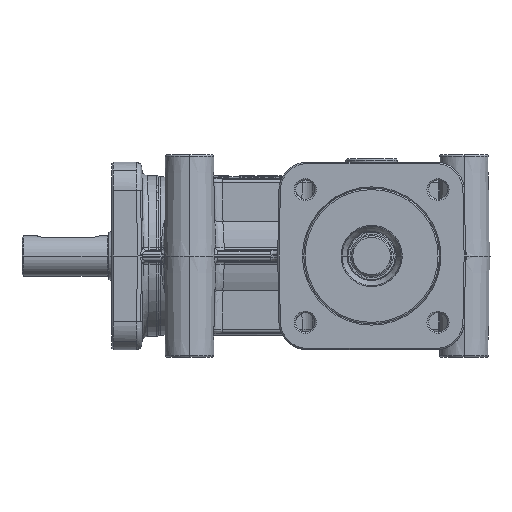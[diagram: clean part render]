
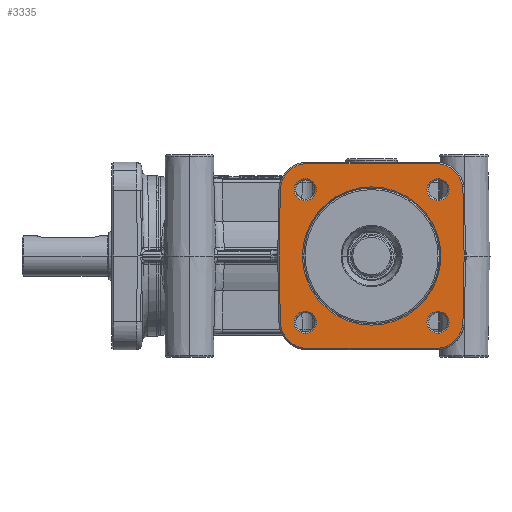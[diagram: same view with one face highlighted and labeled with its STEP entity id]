
A CAD part, left-side view. The second image highlights one B-rep face of the part: STEP entity #3335.
In plain terms, the highlighted planar face has unit normal (-1, 0, 0).
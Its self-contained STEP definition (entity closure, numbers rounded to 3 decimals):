
#3335=ADVANCED_FACE('',(#8355,#8356,#8357,#8358,#8359,#8360),#8361,.T.);
#8355=FACE_OUTER_BOUND('',#17663,.T.);
#8356=FACE_BOUND('',#17664,.T.);
#8357=FACE_BOUND('',#17665,.T.);
#8358=FACE_BOUND('',#17666,.T.);
#8359=FACE_BOUND('',#17667,.T.);
#8360=FACE_BOUND('',#17668,.T.);
#8361=PLANE('',#17669);
#17663=EDGE_LOOP('',(#66200,#66201,#66202,#66203,#66204,#66205,#66206,#66207,#66208,#66209,#66210,#66211,#66212,#66213));
#17664=EDGE_LOOP('',(#66214,#66215));
#17665=EDGE_LOOP('',(#66216,#66217));
#17666=EDGE_LOOP('',(#66218,#66219));
#17667=EDGE_LOOP('',(#66220,#66221));
#17668=EDGE_LOOP('',(#66222,#66223));
#17669=AXIS2_PLACEMENT_3D('',#66224,#66225,#66226);
#66200=ORIENTED_EDGE('',*,*,#82441,.F.);
#66201=ORIENTED_EDGE('',*,*,#82442,.F.);
#66202=ORIENTED_EDGE('',*,*,#82443,.F.);
#66203=ORIENTED_EDGE('',*,*,#81189,.F.);
#66204=ORIENTED_EDGE('',*,*,#82444,.F.);
#66205=ORIENTED_EDGE('',*,*,#82445,.F.);
#66206=ORIENTED_EDGE('',*,*,#81185,.F.);
#66207=ORIENTED_EDGE('',*,*,#82446,.F.);
#66208=ORIENTED_EDGE('',*,*,#82447,.F.);
#66209=ORIENTED_EDGE('',*,*,#82448,.F.);
#66210=ORIENTED_EDGE('',*,*,#81193,.F.);
#66211=ORIENTED_EDGE('',*,*,#82449,.F.);
#66212=ORIENTED_EDGE('',*,*,#82450,.F.);
#66213=ORIENTED_EDGE('',*,*,#81197,.F.);
#66214=ORIENTED_EDGE('',*,*,#82451,.F.);
#66215=ORIENTED_EDGE('',*,*,#81228,.F.);
#66216=ORIENTED_EDGE('',*,*,#82452,.F.);
#66217=ORIENTED_EDGE('',*,*,#81207,.F.);
#66218=ORIENTED_EDGE('',*,*,#82453,.F.);
#66219=ORIENTED_EDGE('',*,*,#81171,.F.);
#66220=ORIENTED_EDGE('',*,*,#82454,.F.);
#66221=ORIENTED_EDGE('',*,*,#81219,.F.);
#66222=ORIENTED_EDGE('',*,*,#82437,.F.);
#66223=ORIENTED_EDGE('',*,*,#82247,.F.);
#66224=CARTESIAN_POINT('',(-55.0,13.925,0.0));
#66225=DIRECTION('',(-1.0,0.0,0.0));
#66226=DIRECTION('',(0.0,0.0,1.0));
#81171=EDGE_CURVE('',#89932,#89934,#89935,.T.);
#81185=EDGE_CURVE('',#89956,#89958,#89959,.T.);
#81189=EDGE_CURVE('',#89962,#89964,#89965,.T.);
#81193=EDGE_CURVE('',#89968,#89970,#89971,.T.);
#81197=EDGE_CURVE('',#89974,#89976,#89977,.T.);
#81207=EDGE_CURVE('',#89990,#89992,#89993,.T.);
#81219=EDGE_CURVE('',#90011,#90013,#90014,.T.);
#81228=EDGE_CURVE('',#90026,#90028,#90029,.T.);
#82247=EDGE_CURVE('',#91743,#91745,#91746,.T.);
#82437=EDGE_CURVE('',#91745,#91743,#92028,.T.);
#82441=EDGE_CURVE('',#92032,#89974,#92033,.T.);
#82442=EDGE_CURVE('',#92034,#92032,#92035,.T.);
#82443=EDGE_CURVE('',#89964,#92034,#92036,.T.);
#82444=EDGE_CURVE('',#92037,#89962,#92038,.T.);
#82445=EDGE_CURVE('',#89958,#92037,#92039,.T.);
#82446=EDGE_CURVE('',#92040,#89956,#92041,.T.);
#82447=EDGE_CURVE('',#92042,#92040,#92043,.T.);
#82448=EDGE_CURVE('',#89970,#92042,#92044,.T.);
#82449=EDGE_CURVE('',#92045,#89968,#92046,.T.);
#82450=EDGE_CURVE('',#89976,#92045,#92047,.T.);
#82451=EDGE_CURVE('',#90028,#90026,#92048,.T.);
#82452=EDGE_CURVE('',#89992,#89990,#92049,.T.);
#82453=EDGE_CURVE('',#89934,#89932,#92050,.T.);
#82454=EDGE_CURVE('',#90013,#90011,#92051,.T.);
#89932=VERTEX_POINT('',#103314);
#89934=VERTEX_POINT('',#103317);
#89935=CIRCLE('',#103318,3.824);
#89956=VERTEX_POINT('',#103344);
#89958=VERTEX_POINT('',#103347);
#89959=CIRCLE('',#103348,9.5);
#89962=VERTEX_POINT('',#103352);
#89964=VERTEX_POINT('',#103355);
#89965=CIRCLE('',#103356,9.5);
#89968=VERTEX_POINT('',#103360);
#89970=VERTEX_POINT('',#103363);
#89971=CIRCLE('',#103364,9.5);
#89974=VERTEX_POINT('',#103368);
#89976=VERTEX_POINT('',#103371);
#89977=CIRCLE('',#103372,9.5);
#89990=VERTEX_POINT('',#103399);
#89992=VERTEX_POINT('',#103402);
#89993=CIRCLE('',#103403,3.824);
#90011=VERTEX_POINT('',#103461);
#90013=VERTEX_POINT('',#103464);
#90014=CIRCLE('',#103465,3.824);
#90026=VERTEX_POINT('',#103480);
#90028=VERTEX_POINT('',#103483);
#90029=CIRCLE('',#103484,3.824);
#91743=VERTEX_POINT('',#106016);
#91745=VERTEX_POINT('',#106019);
#91746=CIRCLE('',#106020,23.937);
#92028=CIRCLE('',#107395,23.937);
#92032=VERTEX_POINT('',#107399);
#92033=CIRCLE('',#107400,9.5);
#92034=VERTEX_POINT('',#107401);
#92035=LINE('',#107402,#107403);
#92036=LINE('',#107404,#107405);
#92037=VERTEX_POINT('',#107406);
#92038=CIRCLE('',#107407,9.5);
#92039=LINE('',#107408,#107409);
#92040=VERTEX_POINT('',#107410);
#92041=CIRCLE('',#107411,9.5);
#92042=VERTEX_POINT('',#107412);
#92043=LINE('',#107413,#107414);
#92044=LINE('',#107415,#107416);
#92045=VERTEX_POINT('',#107417);
#92046=CIRCLE('',#107418,9.5);
#92047=LINE('',#107419,#107420);
#92048=CIRCLE('',#107421,3.824);
#92049=CIRCLE('',#107422,3.824);
#92050=CIRCLE('',#107423,3.824);
#92051=CIRCLE('',#107424,3.824);
#103314=CARTESIAN_POINT('',(-55.0,-26.804,-22.981));
#103317=CARTESIAN_POINT('',(-55.0,-19.157,-22.981));
#103318=AXIS2_PLACEMENT_3D('',#127979,#127980,#127981);
#103344=CARTESIAN_POINT('',(-55.0,28.764,29.276));
#103347=CARTESIAN_POINT('',(-55.0,22.106,32.0));
#103348=AXIS2_PLACEMENT_3D('',#128000,#128001,#128002);
#103352=CARTESIAN_POINT('',(-55.0,-28.764,29.276));
#103355=CARTESIAN_POINT('',(-55.0,-31.604,22.666));
#103356=AXIS2_PLACEMENT_3D('',#128005,#128006,#128007);
#103360=CARTESIAN_POINT('',(-55.0,28.764,-29.276));
#103363=CARTESIAN_POINT('',(-55.0,31.604,-22.666));
#103364=AXIS2_PLACEMENT_3D('',#128010,#128011,#128012);
#103368=CARTESIAN_POINT('',(-55.0,-28.764,-29.276));
#103371=CARTESIAN_POINT('',(-55.0,-22.106,-32.0));
#103372=AXIS2_PLACEMENT_3D('',#128015,#128016,#128017);
#103399=CARTESIAN_POINT('',(-55.0,19.157,22.981));
#103402=CARTESIAN_POINT('',(-55.0,26.804,22.981));
#103403=AXIS2_PLACEMENT_3D('',#128028,#128029,#128030);
#103461=CARTESIAN_POINT('',(-55.0,19.157,-22.981));
#103464=CARTESIAN_POINT('',(-55.0,26.804,-22.981));
#103465=AXIS2_PLACEMENT_3D('',#128041,#128042,#128043);
#103480=CARTESIAN_POINT('',(-55.0,-26.804,22.981));
#103483=CARTESIAN_POINT('',(-55.0,-19.157,22.981));
#103484=AXIS2_PLACEMENT_3D('',#128054,#128055,#128056);
#106016=CARTESIAN_POINT('',(-55.0,23.937,0.));
#106019=CARTESIAN_POINT('',(-55.0,-23.937,0.));
#106020=AXIS2_PLACEMENT_3D('',#129711,#129712,#129713);
#107395=AXIS2_PLACEMENT_3D('',#129862,#129863,#129864);
#107399=CARTESIAN_POINT('',(-55.0,-31.604,-22.666));
#107400=AXIS2_PLACEMENT_3D('',#129868,#129869,#129870);
#107401=CARTESIAN_POINT('',(-55.0,-32.,0.));
#107402=CARTESIAN_POINT('',(-55.0,-32.,0.));
#107403=VECTOR('',#129871,22.669);
#107404=CARTESIAN_POINT('',(-55.0,-31.604,22.666));
#107405=VECTOR('',#129872,22.669);
#107406=CARTESIAN_POINT('',(-55.0,-22.106,32.0));
#107407=AXIS2_PLACEMENT_3D('',#129873,#129874,#129875);
#107408=CARTESIAN_POINT('',(-55.0,22.106,32.0));
#107409=VECTOR('',#129876,44.211);
#107410=CARTESIAN_POINT('',(-55.0,31.604,22.666));
#107411=AXIS2_PLACEMENT_3D('',#129877,#129878,#129879);
#107412=CARTESIAN_POINT('',(-55.0,32.,0.));
#107413=CARTESIAN_POINT('',(-55.0,32.,0.));
#107414=VECTOR('',#129880,22.669);
#107415=CARTESIAN_POINT('',(-55.0,31.604,-22.666));
#107416=VECTOR('',#129881,22.669);
#107417=CARTESIAN_POINT('',(-55.0,22.106,-32.0));
#107418=AXIS2_PLACEMENT_3D('',#129882,#129883,#129884);
#107419=CARTESIAN_POINT('',(-55.0,-22.106,-32.0));
#107420=VECTOR('',#129885,44.211);
#107421=AXIS2_PLACEMENT_3D('',#129886,#129887,#129888);
#107422=AXIS2_PLACEMENT_3D('',#129889,#129890,#129891);
#107423=AXIS2_PLACEMENT_3D('',#129892,#129893,#129894);
#107424=AXIS2_PLACEMENT_3D('',#129895,#129896,#129897);
#127979=CARTESIAN_POINT('',(-55.0,-22.981,-22.981));
#127980=DIRECTION('',(-1.0,0.0,0.0));
#127981=DIRECTION('',(0.0,-1.0,0.0));
#128000=CARTESIAN_POINT('',(-55.0,22.106,22.5));
#128001=DIRECTION('',(1.0,0.0,-0.0));
#128002=DIRECTION('',(0.0,0.701,0.713));
#128005=CARTESIAN_POINT('',(-55.0,-22.106,22.5));
#128006=DIRECTION('',(1.0,0.0,0.0));
#128007=DIRECTION('',(0.0,-0.701,0.713));
#128010=CARTESIAN_POINT('',(-55.0,22.106,-22.5));
#128011=DIRECTION('',(1.0,0.0,0.0));
#128012=DIRECTION('',(0.0,0.701,-0.713));
#128015=CARTESIAN_POINT('',(-55.0,-22.106,-22.5));
#128016=DIRECTION('',(1.0,0.0,0.0));
#128017=DIRECTION('',(0.0,-0.701,-0.713));
#128028=CARTESIAN_POINT('',(-55.0,22.981,22.981));
#128029=DIRECTION('',(-1.0,0.0,0.0));
#128030=DIRECTION('',(0.0,-1.0,0.0));
#128041=CARTESIAN_POINT('',(-55.0,22.981,-22.981));
#128042=DIRECTION('',(-1.0,0.0,0.0));
#128043=DIRECTION('',(0.0,-1.0,0.0));
#128054=CARTESIAN_POINT('',(-55.0,-22.981,22.981));
#128055=DIRECTION('',(-1.0,0.0,0.0));
#128056=DIRECTION('',(0.0,-1.0,0.0));
#129711=CARTESIAN_POINT('',(-55.0,0.0,0.0));
#129712=DIRECTION('',(-1.0,0.0,0.0));
#129713=DIRECTION('',(0.0,1.0,0.0));
#129862=CARTESIAN_POINT('',(-55.0,0.0,0.0));
#129863=DIRECTION('',(-1.0,0.0,0.0));
#129864=DIRECTION('',(0.0,1.0,0.0));
#129868=CARTESIAN_POINT('',(-55.0,-22.106,-22.5));
#129869=DIRECTION('',(1.0,0.0,0.0));
#129870=DIRECTION('',(0.0,-0.701,-0.713));
#129871=DIRECTION('',(0.0,0.017,-1.));
#129872=DIRECTION('',(0.0,-0.017,-1.));
#129873=CARTESIAN_POINT('',(-55.0,-22.106,22.5));
#129874=DIRECTION('',(1.0,0.0,0.0));
#129875=DIRECTION('',(0.0,-0.701,0.713));
#129876=DIRECTION('',(0.0,-1.0,0.0));
#129877=CARTESIAN_POINT('',(-55.0,22.106,22.5));
#129878=DIRECTION('',(1.0,0.0,-0.0));
#129879=DIRECTION('',(0.0,0.701,0.713));
#129880=DIRECTION('',(0.0,-0.017,1.));
#129881=DIRECTION('',(0.0,0.017,1.));
#129882=CARTESIAN_POINT('',(-55.0,22.106,-22.5));
#129883=DIRECTION('',(1.0,0.0,0.0));
#129884=DIRECTION('',(0.0,0.701,-0.713));
#129885=DIRECTION('',(0.0,1.0,0.0));
#129886=CARTESIAN_POINT('',(-55.0,-22.981,22.981));
#129887=DIRECTION('',(-1.0,0.0,0.0));
#129888=DIRECTION('',(0.0,-1.0,0.0));
#129889=CARTESIAN_POINT('',(-55.0,22.981,22.981));
#129890=DIRECTION('',(-1.0,0.0,0.0));
#129891=DIRECTION('',(0.0,-1.0,0.0));
#129892=CARTESIAN_POINT('',(-55.0,-22.981,-22.981));
#129893=DIRECTION('',(-1.0,0.0,0.0));
#129894=DIRECTION('',(0.0,-1.0,0.0));
#129895=CARTESIAN_POINT('',(-55.0,22.981,-22.981));
#129896=DIRECTION('',(-1.0,0.0,0.0));
#129897=DIRECTION('',(0.0,-1.0,0.0));
